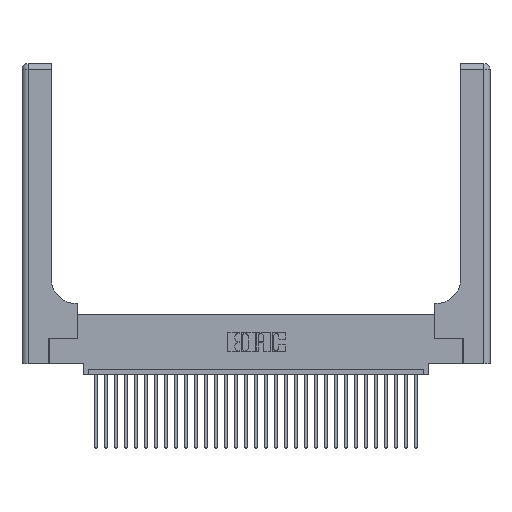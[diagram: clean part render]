
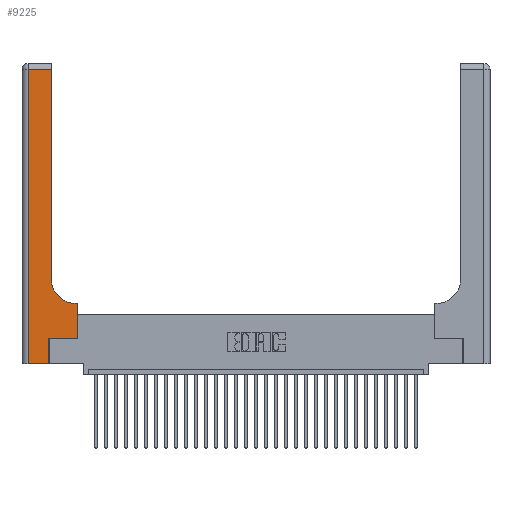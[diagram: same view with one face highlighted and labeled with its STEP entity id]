
A CAD part, top view. The second image highlights one B-rep face of the part: STEP entity #9225.
In plain terms, the highlighted planar face has unit normal (0, 0, 1).
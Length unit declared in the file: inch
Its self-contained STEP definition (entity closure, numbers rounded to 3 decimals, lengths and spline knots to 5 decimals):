
#619 = LINE ( 'NONE', #6448, #11620 ) ;
#1271 = LINE ( 'NONE', #25987, #26649 ) ;
#2554 = VECTOR ( 'NONE', #7529, 39.37008 ) ;
#2919 = LINE ( 'NONE', #8430, #19943 ) ;
#3855 = DIRECTION ( 'NONE',  ( -1., 0., 0. ) ) ;
#5553 = CARTESIAN_POINT ( 'NONE',  ( 0.5415, 0.6, 0.37 ) ) ;
#6421 = EDGE_CURVE ( 'NONE', #16196, #7908, #12099, .T. ) ;
#6448 = CARTESIAN_POINT ( 'NONE',  ( 0.2915, 0.6, 0.37 ) ) ;
#7312 = EDGE_CURVE ( 'NONE', #17681, #12172, #15854, .T. ) ;
#7529 = DIRECTION ( 'NONE',  ( 0., -1., 0. ) ) ;
#7908 = VERTEX_POINT ( 'NONE', #15287 ) ;
#8378 = EDGE_CURVE ( 'NONE', #12641, #20838, #15409, .T. ) ;
#8391 = VECTOR ( 'NONE', #3855, 39.37008 ) ;
#8430 = CARTESIAN_POINT ( 'NONE',  ( 0.269, 0.25, 0.37 ) ) ;
#8496 = EDGE_CURVE ( 'NONE', #7908, #20037, #619, .T. ) ;
#8534 = CARTESIAN_POINT ( 'NONE',  ( 0.5585, 0.25, 0.37 ) ) ;
#8782 = DIRECTION ( 'NONE',  ( -1., 0., 0. ) ) ;
#9166 = EDGE_CURVE ( 'NONE', #19960, #16196, #2919, .T. ) ;
#9225 = ADVANCED_FACE ( 'NONE', ( #10113 ), #27920, .F. ) ;
#9867 = ORIENTED_EDGE ( 'NONE', *, *, #27811, .T. ) ;
#10113 = FACE_OUTER_BOUND ( 'NONE', #20660, .T. ) ;
#11620 = VECTOR ( 'NONE', #8782, 39.37008 ) ;
#11885 = CARTESIAN_POINT ( 'NONE',  ( 0., 0., 0.37 ) ) ;
#12099 = LINE ( 'NONE', #23310, #18928 ) ;
#12172 = VERTEX_POINT ( 'NONE', #25783 ) ;
#12641 = VERTEX_POINT ( 'NONE', #26095 ) ;
#13048 = EDGE_CURVE ( 'NONE', #12172, #12641, #18586, .T. ) ;
#13402 = DIRECTION ( 'NONE',  ( 0., 0., -1. ) ) ;
#13607 = CARTESIAN_POINT ( 'NONE',  ( 0., 3., 0.37 ) ) ;
#14172 = DIRECTION ( 'NONE',  ( 0., 0., -1. ) ) ;
#14654 = ORIENTED_EDGE ( 'NONE', *, *, #9166, .T. ) ;
#15287 = CARTESIAN_POINT ( 'NONE',  ( 0.5585, 0.6, 0.37 ) ) ;
#15409 = LINE ( 'NONE', #22019, #2554 ) ;
#15725 = CARTESIAN_POINT ( 'NONE',  ( 0.269, 0.25, 0.37 ) ) ;
#15854 = LINE ( 'NONE', #26391, #18152 ) ;
#15875 = EDGE_CURVE ( 'NONE', #20037, #17681, #27050, .T. ) ;
#16196 = VERTEX_POINT ( 'NONE', #8534 ) ;
#16546 = CARTESIAN_POINT ( 'NONE',  ( 0.06, 0., 0.37 ) ) ;
#17129 = LINE ( 'NONE', #11885, #30442 ) ;
#17681 = VERTEX_POINT ( 'NONE', #19653 ) ;
#17749 = ORIENTED_EDGE ( 'NONE', *, *, #15875, .T. ) ;
#18152 = VECTOR ( 'NONE', #23971, 39.37008 ) ;
#18586 = LINE ( 'NONE', #23213, #8391 ) ;
#18622 = DIRECTION ( 'NONE',  ( 0., 1., 0. ) ) ;
#18928 = VECTOR ( 'NONE', #18622, 39.37008 ) ;
#19653 = CARTESIAN_POINT ( 'NONE',  ( 0.2915, 0.85, 0.37 ) ) ;
#19943 = VECTOR ( 'NONE', #27809, 39.37008 ) ;
#19960 = VERTEX_POINT ( 'NONE', #15725 ) ;
#20037 = VERTEX_POINT ( 'NONE', #5553 ) ;
#20660 = EDGE_LOOP ( 'NONE', ( #27123, #24942, #29591, #30163, #9867, #14654, #29760, #23629, #17749 ) ) ;
#20838 = VERTEX_POINT ( 'NONE', #16546 ) ;
#20939 = DIRECTION ( 'NONE',  ( 1., 0., 0. ) ) ;
#22019 = CARTESIAN_POINT ( 'NONE',  ( 0.06, 3., 0.37 ) ) ;
#23213 = CARTESIAN_POINT ( 'NONE',  ( 0., 2.94, 0.37 ) ) ;
#23228 = DIRECTION ( 'NONE',  ( 1., 0., 0. ) ) ;
#23233 = AXIS2_PLACEMENT_3D ( 'NONE', #26229, #14172, #20939 ) ;
#23310 = CARTESIAN_POINT ( 'NONE',  ( 0.5585, 0.25, 0.37 ) ) ;
#23398 = VERTEX_POINT ( 'NONE', #29717 ) ;
#23629 = ORIENTED_EDGE ( 'NONE', *, *, #8496, .T. ) ;
#23971 = DIRECTION ( 'NONE',  ( 0., 1., 0. ) ) ;
#24942 = ORIENTED_EDGE ( 'NONE', *, *, #13048, .T. ) ;
#25783 = CARTESIAN_POINT ( 'NONE',  ( 0.2915, 2.94, 0.37 ) ) ;
#25987 = CARTESIAN_POINT ( 'NONE',  ( 0.269, 0., 0.37 ) ) ;
#26095 = CARTESIAN_POINT ( 'NONE',  ( 0.06, 2.94, 0.37 ) ) ;
#26229 = CARTESIAN_POINT ( 'NONE',  ( 0.5415, 0.85, 0.37 ) ) ;
#26391 = CARTESIAN_POINT ( 'NONE',  ( 0.2915, 3., 0.37 ) ) ;
#26649 = VECTOR ( 'NONE', #28520, 39.37008 ) ;
#27050 = CIRCLE ( 'NONE', #23233, 0.25 ) ;
#27123 = ORIENTED_EDGE ( 'NONE', *, *, #7312, .T. ) ;
#27453 = AXIS2_PLACEMENT_3D ( 'NONE', #13607, #13402, #30557 ) ;
#27809 = DIRECTION ( 'NONE',  ( 1., 0., 0. ) ) ;
#27811 = EDGE_CURVE ( 'NONE', #23398, #19960, #1271, .T. ) ;
#27920 = PLANE ( 'NONE',  #27453 ) ;
#28115 = EDGE_CURVE ( 'NONE', #20838, #23398, #17129, .T. ) ;
#28520 = DIRECTION ( 'NONE',  ( 0., 1., 0. ) ) ;
#29591 = ORIENTED_EDGE ( 'NONE', *, *, #8378, .T. ) ;
#29717 = CARTESIAN_POINT ( 'NONE',  ( 0.269, 0., 0.37 ) ) ;
#29760 = ORIENTED_EDGE ( 'NONE', *, *, #6421, .T. ) ;
#30163 = ORIENTED_EDGE ( 'NONE', *, *, #28115, .T. ) ;
#30442 = VECTOR ( 'NONE', #23228, 39.37008 ) ;
#30557 = DIRECTION ( 'NONE',  ( -1., 0., 0. ) ) ;
